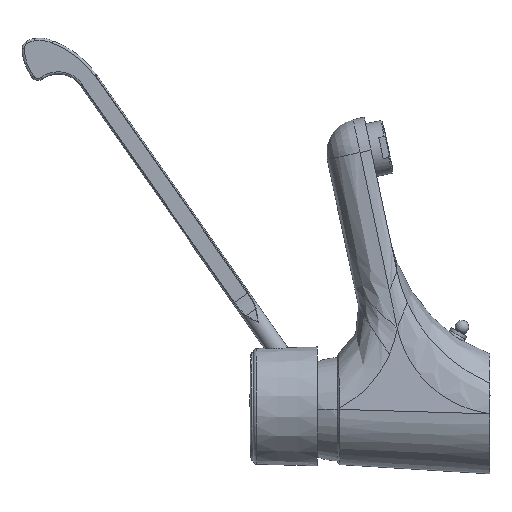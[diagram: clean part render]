
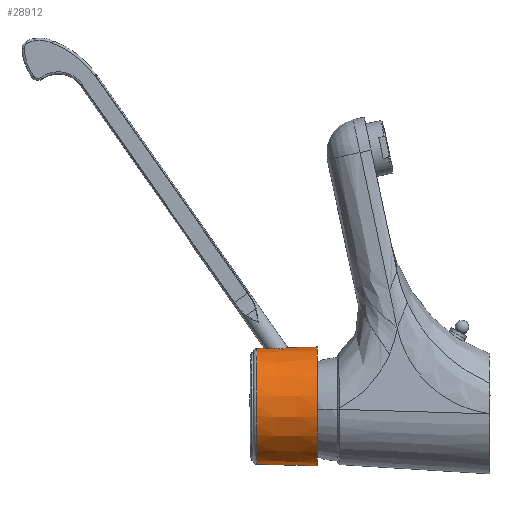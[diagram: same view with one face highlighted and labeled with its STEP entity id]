
A CAD part, left-side view. The second image highlights one B-rep face of the part: STEP entity #28912.
In plain terms, the highlighted conical face has half-angle 1.507 degrees and reference radius 26.144 mm.
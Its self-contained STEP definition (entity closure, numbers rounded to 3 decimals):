
#7295=CARTESIAN_POINT('',(0.,104.039,3.3));
#7296=DIRECTION('',(0.,1.,0.));
#7297=DIRECTION('',(0.,0.,-1.));
#7298=AXIS2_PLACEMENT_3D('',#7295,#7296,#7297);
#7300=CARTESIAN_POINT('',(0.,100.537,
29.181));
#7301=CARTESIAN_POINT('',(-0.07,100.537,
29.181));
#7302=CARTESIAN_POINT('',(-0.212,100.533,
29.18));
#7303=CARTESIAN_POINT('',(-0.424,100.513,
29.178));
#7304=CARTESIAN_POINT('',(-0.636,100.478,
29.175));
#7305=CARTESIAN_POINT('',(-0.848,100.43,
29.17));
#7306=CARTESIAN_POINT('',(-1.06,100.368,29.164));
#7307=CARTESIAN_POINT('',(-1.272,100.291,29.156));
#7308=CARTESIAN_POINT('',(-1.483,100.198,29.147));
#7309=CARTESIAN_POINT('',(-1.694,100.091,29.137));
#7310=CARTESIAN_POINT('',(-1.904,99.966,29.126));
#7311=CARTESIAN_POINT('',(-2.113,99.825,29.113));
#7312=CARTESIAN_POINT('',(-2.319,99.667,29.1));
#7313=CARTESIAN_POINT('',(-2.522,99.49,29.085));
#7314=CARTESIAN_POINT('',(-2.722,99.296,29.07));
#7315=CARTESIAN_POINT('',(-2.915,99.084,29.055));
#7316=CARTESIAN_POINT('',(-3.103,98.854,29.039));
#7317=CARTESIAN_POINT('',(-3.283,98.606,29.023));
#7318=CARTESIAN_POINT('',(-3.453,98.341,29.008));
#7319=CARTESIAN_POINT('',(-3.612,98.061,28.993));
#7320=CARTESIAN_POINT('',(-3.759,97.765,28.98));
#7321=CARTESIAN_POINT('',(-3.892,97.457,28.968));
#7322=CARTESIAN_POINT('',(-4.01,97.138,28.959));
#7323=CARTESIAN_POINT('',(-4.112,96.81,28.951));
#7324=CARTESIAN_POINT('',(-4.197,96.476,28.946));
#7325=CARTESIAN_POINT('',(-4.263,96.136,28.944));
#7326=CARTESIAN_POINT('',(-4.311,95.795,28.946));
#7327=CARTESIAN_POINT('',(-4.341,95.455,28.95));
#7328=CARTESIAN_POINT('',(-4.353,95.116,28.957));
#7329=CARTESIAN_POINT('',(-4.346,94.781,28.967));
#7330=CARTESIAN_POINT('',(-4.322,94.453,28.98));
#7331=CARTESIAN_POINT('',(-4.28,94.131,28.995));
#7332=CARTESIAN_POINT('',(-4.222,93.819,29.013));
#7333=CARTESIAN_POINT('',(-4.149,93.516,29.033));
#7334=CARTESIAN_POINT('',(-4.06,93.223,29.055));
#7335=CARTESIAN_POINT('',(-3.957,92.942,29.079));
#7336=CARTESIAN_POINT('',(-3.841,92.673,29.103));
#7337=CARTESIAN_POINT('',(-3.712,92.415,29.129));
#7338=CARTESIAN_POINT('',(-3.57,92.171,29.156));
#7339=CARTESIAN_POINT('',(-3.418,91.939,29.182));
#7340=CARTESIAN_POINT('',(-3.255,91.72,29.209));
#7341=CARTESIAN_POINT('',(-3.082,91.514,29.236));
#7342=CARTESIAN_POINT('',(-2.901,91.323,29.262));
#7343=CARTESIAN_POINT('',(-2.711,91.145,29.287));
#7344=CARTESIAN_POINT('',(-2.512,90.98,29.311));
#7345=CARTESIAN_POINT('',(-2.307,90.829,29.334));
#7346=CARTESIAN_POINT('',(-2.095,90.693,29.356));
#7347=CARTESIAN_POINT('',(-1.877,90.57,29.376));
#7348=CARTESIAN_POINT('',(-1.654,90.462,29.394));
#7349=CARTESIAN_POINT('',(-1.427,90.368,29.41));
#7350=CARTESIAN_POINT('',(-1.195,90.288,29.423));
#7351=CARTESIAN_POINT('',(-0.96,90.223,
29.435));
#7352=CARTESIAN_POINT('',(-0.723,90.172,
29.444));
#7353=CARTESIAN_POINT('',(-0.483,90.136,
29.45));
#7354=CARTESIAN_POINT('',(-0.242,90.114,
29.454));
#7355=CARTESIAN_POINT('',(-0.08,90.109,
29.455));
#7356=CARTESIAN_POINT('',(0.,90.109,
29.455));
#7358=CARTESIAN_POINT('',(0.,77.,3.3));
#7359=DIRECTION('',(0.,-1.,0.));
#7360=DIRECTION('',(0.,0.,1.));
#7361=AXIS2_PLACEMENT_3D('',#7358,#7359,#7360);
#7398=DIRECTION('',(0.,1.,0.026));
#7399=VECTOR('',#7398,27.049);
#7400=CARTESIAN_POINT('',(0.,77.,-23.2));
#7401=LINE('',#7400,#7399);
#7407=DIRECTION('',(0.,1.,-0.026));
#7408=VECTOR('',#7407,13.113);
#7409=CARTESIAN_POINT('',(0.,77.,29.8));
#7410=LINE('',#7409,#7408);
#7469=DIRECTION('',(0.,1.,-0.026));
#7470=VECTOR('',#7469,3.503);
#7471=CARTESIAN_POINT('',(0.,100.537,
29.181));
#7472=LINE('',#7471,#7470);
#18273=CARTESIAN_POINT('',(0.,90.109,
29.455));
#18274=VERTEX_POINT('',#18273);
#18275=CARTESIAN_POINT('',(0.,77.,29.8));
#18276=CARTESIAN_POINT('',(0.,77.,-23.2));
#18277=VERTEX_POINT('',#18275);
#18278=VERTEX_POINT('',#18276);
#18279=VERTEX_POINT('',#7300);
#18284=CARTESIAN_POINT('',(0.,104.039,
29.088));
#18285=CARTESIAN_POINT('',(0.,104.039,
-22.488));
#18286=VERTEX_POINT('',#18284);
#18287=VERTEX_POINT('',#18285);
#28894=CARTESIAN_POINT('',(0.,90.52,3.3));
#28895=DIRECTION('',(0.,-1.,0.));
#28896=DIRECTION('',(0.,0.,-1.));
#28897=AXIS2_PLACEMENT_3D('',#28894,#28895,#28896);
#28898=CONICAL_SURFACE('',#28897,26.144,1.507);
#28900=ORIENTED_EDGE('',*,*,#28899,.T.);
#28902=ORIENTED_EDGE('',*,*,#28901,.F.);
#28904=ORIENTED_EDGE('',*,*,#28903,.T.);
#28906=ORIENTED_EDGE('',*,*,#28905,.F.);
#28907=ORIENTED_EDGE('',*,*,#28875,.T.);
#28909=ORIENTED_EDGE('',*,*,#28908,.T.);
#28910=EDGE_LOOP('',(#28900,#28902,#28904,#28906,#28907,#28909));
#28911=FACE_OUTER_BOUND('',#28910,.F.);
#28912=ADVANCED_FACE('',(#28911),#28898,.T.);
#7299=CIRCLE('',#7298,25.788);
#7357=B_SPLINE_CURVE_WITH_KNOTS('',3,(#7300,#7301,#7302,#7303,#7304,#7305,#7306,
#7307,#7308,#7309,#7310,#7311,#7312,#7313,#7314,#7315,#7316,#7317,#7318,#7319,
#7320,#7321,#7322,#7323,#7324,#7325,#7326,#7327,#7328,#7329,#7330,#7331,#7332,
#7333,#7334,#7335,#7336,#7337,#7338,#7339,#7340,#7341,#7342,#7343,#7344,#7345,
#7346,#7347,#7348,#7349,#7350,#7351,#7352,#7353,#7354,#7355,#7356),
.UNSPECIFIED.,.F.,.F.,(4,1,1,1,1,1,1,1,1,1,1,1,1,1,1,1,1,1,1,1,1,1,1,1,1,1,1,1,
1,1,1,1,1,1,1,1,1,1,1,1,1,1,1,1,1,1,1,1,1,1,1,1,1,1,4),(0.,0.019,
0.037,0.056,0.074,0.093,
0.111,0.13,0.148,0.167,
0.185,0.204,0.222,0.241,
0.259,0.278,0.296,0.315,
0.333,0.352,0.37,0.389,
0.407,0.426,0.444,0.463,
0.481,0.5,0.519,0.537,0.556,
0.574,0.593,0.611,0.63,
0.648,0.667,0.685,0.704,
0.722,0.741,0.759,0.778,
0.796,0.815,0.833,0.852,
0.87,0.889,0.907,0.926,
0.944,0.963,0.981,1.),.UNSPECIFIED.);
#7362=CIRCLE('',#7361,26.5);
#28875=EDGE_CURVE('',#18277,#18278,#7362,.T.);
#28899=EDGE_CURVE('',#18287,#18286,#7299,.T.);
#28901=EDGE_CURVE('',#18279,#18286,#7472,.T.);
#28903=EDGE_CURVE('',#18279,#18274,#7357,.T.);
#28905=EDGE_CURVE('',#18277,#18274,#7410,.T.);
#28908=EDGE_CURVE('',#18278,#18287,#7401,.T.);
